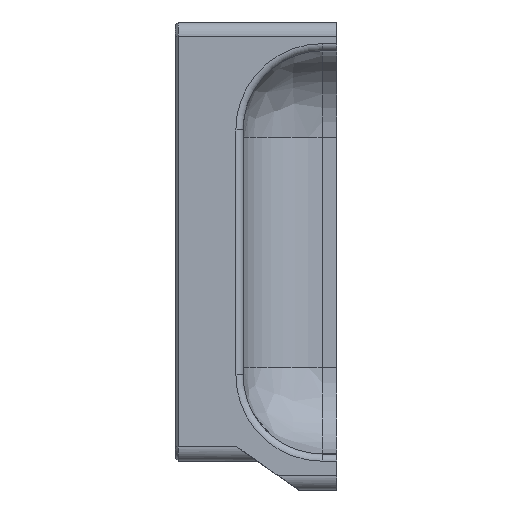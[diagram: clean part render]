
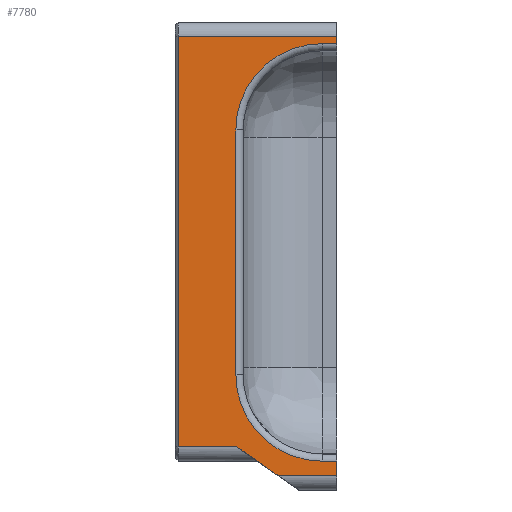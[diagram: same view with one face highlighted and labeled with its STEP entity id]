
A CAD part, left-side view. The second image highlights one B-rep face of the part: STEP entity #7780.
In plain terms, the highlighted planar face has unit normal (-1, 0, 0).
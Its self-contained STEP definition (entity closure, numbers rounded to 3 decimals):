
#440=CIRCLE('',#8322,12.);
#441=CIRCLE('',#8323,12.);
#689=FACE_OUTER_BOUND('',#1157,.T.);
#1157=EDGE_LOOP('',(#5394,#5395,#5396,#5397,#5398,#5399,#5400,#5401,#5402,
#5403,#5404,#5405));
#1733=LINE('',#11826,#2524);
#1736=LINE('',#11835,#2527);
#1737=LINE('',#11837,#2528);
#1738=LINE('',#11839,#2529);
#1739=LINE('',#11841,#2530);
#1740=LINE('',#11843,#2531);
#1741=LINE('',#11847,#2532);
#1742=LINE('',#11851,#2533);
#1743=LINE('',#11853,#2534);
#1744=LINE('',#11854,#2535);
#2524=VECTOR('',#9364,10.);
#2527=VECTOR('',#9375,10.);
#2528=VECTOR('',#9376,10.);
#2529=VECTOR('',#9377,10.);
#2530=VECTOR('',#9378,10.);
#2531=VECTOR('',#9379,10.);
#2532=VECTOR('',#9382,10.);
#2533=VECTOR('',#9385,10.);
#2534=VECTOR('',#9386,10.);
#2535=VECTOR('',#9387,10.);
#3360=VERTEX_POINT('',#11820);
#3361=VERTEX_POINT('',#11824);
#3363=VERTEX_POINT('',#11834);
#3364=VERTEX_POINT('',#11836);
#3365=VERTEX_POINT('',#11838);
#3366=VERTEX_POINT('',#11840);
#3367=VERTEX_POINT('',#11842);
#3368=VERTEX_POINT('',#11844);
#3369=VERTEX_POINT('',#11846);
#3370=VERTEX_POINT('',#11848);
#3371=VERTEX_POINT('',#11850);
#3372=VERTEX_POINT('',#11852);
#4131=EDGE_CURVE('',#3361,#3360,#1733,.T.);
#4135=EDGE_CURVE('',#3361,#3363,#1736,.T.);
#4136=EDGE_CURVE('',#3364,#3363,#1737,.T.);
#4137=EDGE_CURVE('',#3364,#3365,#1738,.T.);
#4138=EDGE_CURVE('',#3366,#3365,#1739,.T.);
#4139=EDGE_CURVE('',#3366,#3367,#1740,.T.);
#4140=EDGE_CURVE('',#3367,#3368,#440,.T.);
#4141=EDGE_CURVE('',#3368,#3369,#1741,.T.);
#4142=EDGE_CURVE('',#3369,#3370,#441,.T.);
#4143=EDGE_CURVE('',#3370,#3371,#1742,.T.);
#4144=EDGE_CURVE('',#3372,#3371,#1743,.T.);
#4145=EDGE_CURVE('',#3372,#3360,#1744,.T.);
#5394=ORIENTED_EDGE('',*,*,#4131,.F.);
#5395=ORIENTED_EDGE('',*,*,#4135,.T.);
#5396=ORIENTED_EDGE('',*,*,#4136,.F.);
#5397=ORIENTED_EDGE('',*,*,#4137,.T.);
#5398=ORIENTED_EDGE('',*,*,#4138,.F.);
#5399=ORIENTED_EDGE('',*,*,#4139,.T.);
#5400=ORIENTED_EDGE('',*,*,#4140,.T.);
#5401=ORIENTED_EDGE('',*,*,#4141,.T.);
#5402=ORIENTED_EDGE('',*,*,#4142,.T.);
#5403=ORIENTED_EDGE('',*,*,#4143,.T.);
#5404=ORIENTED_EDGE('',*,*,#4144,.F.);
#5405=ORIENTED_EDGE('',*,*,#4145,.T.);
#7536=PLANE('',#8321);
#7780=ADVANCED_FACE('',(#689),#7536,.F.);
#8321=AXIS2_PLACEMENT_3D('',#11833,#9373,#9374);
#8322=AXIS2_PLACEMENT_3D('',#11845,#9380,#9381);
#8323=AXIS2_PLACEMENT_3D('',#11849,#9383,#9384);
#9364=DIRECTION('',(0.,0.,1.));
#9373=DIRECTION('center_axis',(1.,0.,0.));
#9374=DIRECTION('ref_axis',(0.,0.,
-1.));
#9375=DIRECTION('',(0.,-1.,0.));
#9376=DIRECTION('',(0.,0.819,0.574));
#9377=DIRECTION('',(0.,-1.,0.));
#9378=DIRECTION('',(0.,0.,-1.));
#9379=DIRECTION('',(0.,1.,0.));
#9380=DIRECTION('center_axis',(1.,0.,0.));
#9381=DIRECTION('ref_axis',(0.,0.707,-0.707));
#9382=DIRECTION('',(0.,0.,1.));
#9383=DIRECTION('center_axis',(1.,0.,0.));
#9384=DIRECTION('ref_axis',(0.,0.707,0.707));
#9385=DIRECTION('',(0.,-1.,0.));
#9386=DIRECTION('',(0.,0.,-1.));
#9387=DIRECTION('',(0.,1.,0.));
#11820=CARTESIAN_POINT('',(-204.5,12.,-523.));
#11824=CARTESIAN_POINT('',(-204.5,12.,-580.));
#11826=CARTESIAN_POINT('',(-204.5,12.,-536.25));
#11833=CARTESIAN_POINT('Origin',(-204.5,-10.,-520.));
#11834=CARTESIAN_POINT('',(-204.5,3.856,-580.));
#11835=CARTESIAN_POINT('',(-204.5,-4.5,-580.));
#11836=CARTESIAN_POINT('',(-204.5,-1.856,-584.));
#11837=CARTESIAN_POINT('',(-204.5,9.018,-576.386));
#11838=CARTESIAN_POINT('',(-204.5,-10.,-584.));
#11839=CARTESIAN_POINT('',(-204.5,-10.,-584.));
#11840=CARTESIAN_POINT('',(-204.5,-10.,-582.));
#11841=CARTESIAN_POINT('',(-204.5,-10.,-582.));
#11842=CARTESIAN_POINT('',(-204.5,-8.,-582.));
#11843=CARTESIAN_POINT('',(-204.5,-10.,-582.));
#11844=CARTESIAN_POINT('',(-204.5,4.,-570.));
#11845=CARTESIAN_POINT('Origin',(-204.5,-8.,-570.));
#11846=CARTESIAN_POINT('',(-204.5,4.,-536.));
#11847=CARTESIAN_POINT('',(-204.5,4.,-528.));
#11848=CARTESIAN_POINT('',(-204.5,-8.,-524.));
#11849=CARTESIAN_POINT('Origin',(-204.5,-8.,-536.));
#11850=CARTESIAN_POINT('',(-204.5,-10.,-524.));
#11851=CARTESIAN_POINT('',(-204.5,-11.5,-524.));
#11852=CARTESIAN_POINT('',(-204.5,-10.,-523.));
#11853=CARTESIAN_POINT('',(-204.5,-10.,-518.));
#11854=CARTESIAN_POINT('',(-204.5,-10.,-523.));
